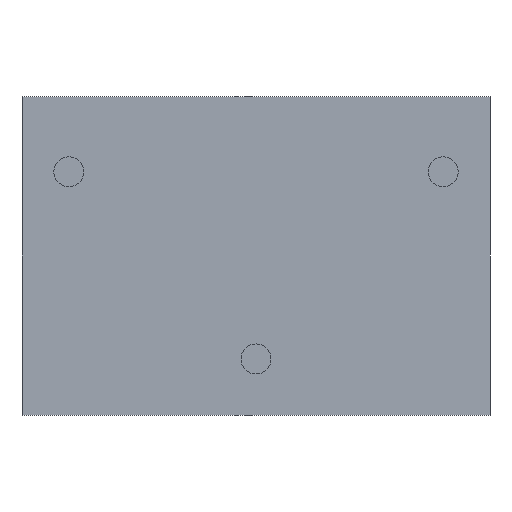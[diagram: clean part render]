
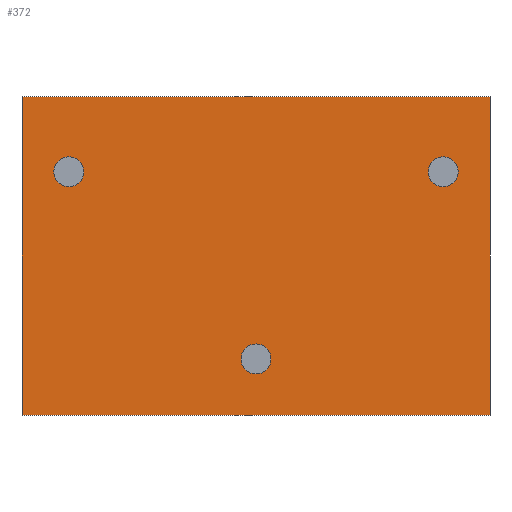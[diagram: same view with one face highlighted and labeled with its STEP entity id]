
A CAD part, front view. The second image highlights one B-rep face of the part: STEP entity #372.
In plain terms, the highlighted planar face has unit normal (0, -1, 0).
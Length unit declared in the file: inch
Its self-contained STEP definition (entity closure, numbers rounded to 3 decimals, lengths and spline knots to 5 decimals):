
#5=DIRECTION('',(1.,0.,0.));
#6=VECTOR('',#5,0.25);
#7=CARTESIAN_POINT('',(0.,-0.25,0.));
#8=LINE('',#7,#6);
#43=DIRECTION('',(0.,0.,1.));
#44=VECTOR('',#43,0.17);
#45=CARTESIAN_POINT('',(0.25,-0.25,0.));
#46=LINE('',#45,#44);
#51=DIRECTION('',(0.,0.,1.));
#52=VECTOR('',#51,0.17);
#53=CARTESIAN_POINT('',(0.,-0.25,0.));
#54=LINE('',#53,#52);
#55=DIRECTION('',(1.,0.,0.));
#56=VECTOR('',#55,0.25);
#57=CARTESIAN_POINT('',(0.,-0.25,0.17));
#58=LINE('',#57,#56);
#59=CARTESIAN_POINT('',(0.025,-0.25,0.13));
#60=DIRECTION('',(0.,-1.,0.));
#61=DIRECTION('',(1.,0.,0.));
#62=AXIS2_PLACEMENT_3D('',#59,#60,#61);
#64=CARTESIAN_POINT('',(0.025,-0.25,0.13));
#65=DIRECTION('',(0.,-1.,0.));
#66=DIRECTION('',(-1.,0.,0.));
#67=AXIS2_PLACEMENT_3D('',#64,#65,#66);
#69=CARTESIAN_POINT('',(0.125,-0.25,0.03));
#70=DIRECTION('',(0.,-1.,0.));
#71=DIRECTION('',(1.,0.,0.));
#72=AXIS2_PLACEMENT_3D('',#69,#70,#71);
#74=CARTESIAN_POINT('',(0.125,-0.25,0.03));
#75=DIRECTION('',(0.,-1.,0.));
#76=DIRECTION('',(-1.,0.,0.));
#77=AXIS2_PLACEMENT_3D('',#74,#75,#76);
#79=CARTESIAN_POINT('',(0.225,-0.25,0.13));
#80=DIRECTION('',(0.,-1.,0.));
#81=DIRECTION('',(1.,0.,0.));
#82=AXIS2_PLACEMENT_3D('',#79,#80,#81);
#84=CARTESIAN_POINT('',(0.225,-0.25,0.13));
#85=DIRECTION('',(0.,-1.,0.));
#86=DIRECTION('',(-1.,0.,0.));
#87=AXIS2_PLACEMENT_3D('',#84,#85,#86);
#214=CARTESIAN_POINT('',(0.,-0.25,0.));
#216=VERTEX_POINT('',#214);
#217=CARTESIAN_POINT('',(0.25,-0.25,0.));
#218=VERTEX_POINT('',#217);
#223=CARTESIAN_POINT('',(0.,-0.25,0.17));
#224=VERTEX_POINT('',#223);
#227=CARTESIAN_POINT('',(0.25,-0.25,0.17));
#228=VERTEX_POINT('',#227);
#229=CARTESIAN_POINT('',(0.033,-0.25,0.13));
#230=CARTESIAN_POINT('',(0.017,-0.25,0.13));
#231=VERTEX_POINT('',#229);
#232=VERTEX_POINT('',#230);
#233=CARTESIAN_POINT('',(0.133,-0.25,0.03));
#234=CARTESIAN_POINT('',(0.117,-0.25,0.03));
#235=VERTEX_POINT('',#233);
#236=VERTEX_POINT('',#234);
#237=CARTESIAN_POINT('',(0.233,-0.25,0.13));
#238=CARTESIAN_POINT('',(0.217,-0.25,0.13));
#239=VERTEX_POINT('',#237);
#240=VERTEX_POINT('',#238);
#342=CARTESIAN_POINT('',(0.,-0.25,0.));
#343=DIRECTION('',(0.,-1.,0.));
#344=DIRECTION('',(1.,0.,0.));
#345=AXIS2_PLACEMENT_3D('',#342,#343,#344);
#346=PLANE('',#345);
#347=ORIENTED_EDGE('',*,*,#284,.F.);
#348=ORIENTED_EDGE('',*,*,#303,.T.);
#350=ORIENTED_EDGE('',*,*,#349,.T.);
#351=ORIENTED_EDGE('',*,*,#334,.F.);
#352=EDGE_LOOP('',(#347,#348,#350,#351));
#353=FACE_OUTER_BOUND('',#352,.F.);
#355=ORIENTED_EDGE('',*,*,#354,.T.);
#357=ORIENTED_EDGE('',*,*,#356,.T.);
#358=EDGE_LOOP('',(#355,#357));
#359=FACE_BOUND('',#358,.F.);
#361=ORIENTED_EDGE('',*,*,#360,.T.);
#363=ORIENTED_EDGE('',*,*,#362,.T.);
#364=EDGE_LOOP('',(#361,#363));
#365=FACE_BOUND('',#364,.F.);
#367=ORIENTED_EDGE('',*,*,#366,.T.);
#369=ORIENTED_EDGE('',*,*,#368,.T.);
#370=EDGE_LOOP('',(#367,#369));
#371=FACE_BOUND('',#370,.F.);
#372=ADVANCED_FACE('',(#353,#359,#365,#371),#346,.T.);
#63=CIRCLE('',#62,0.008);
#68=CIRCLE('',#67,0.008);
#73=CIRCLE('',#72,0.008);
#78=CIRCLE('',#77,0.008);
#83=CIRCLE('',#82,0.008);
#88=CIRCLE('',#87,0.008);
#284=EDGE_CURVE('',#216,#218,#8,.T.);
#303=EDGE_CURVE('',#216,#224,#54,.T.);
#334=EDGE_CURVE('',#218,#228,#46,.T.);
#349=EDGE_CURVE('',#224,#228,#58,.T.);
#354=EDGE_CURVE('',#231,#232,#63,.T.);
#356=EDGE_CURVE('',#232,#231,#68,.T.);
#360=EDGE_CURVE('',#235,#236,#73,.T.);
#362=EDGE_CURVE('',#236,#235,#78,.T.);
#366=EDGE_CURVE('',#239,#240,#83,.T.);
#368=EDGE_CURVE('',#240,#239,#88,.T.);
